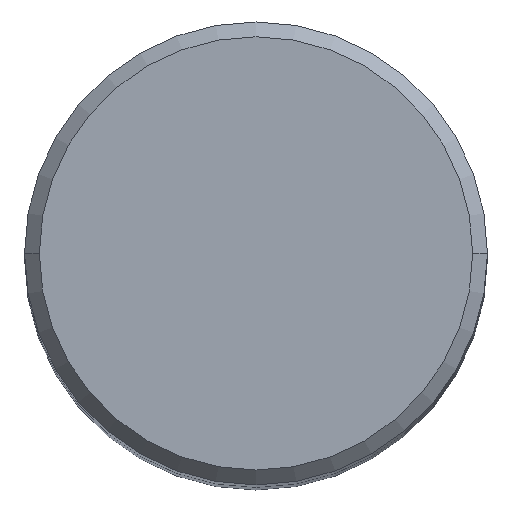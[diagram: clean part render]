
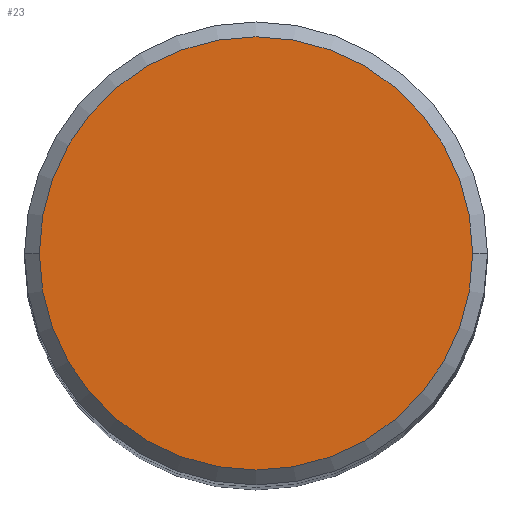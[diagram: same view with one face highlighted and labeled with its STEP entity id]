
A CAD part, top view. The second image highlights one B-rep face of the part: STEP entity #23.
In plain terms, the highlighted planar face has unit normal (0, 0, 1).
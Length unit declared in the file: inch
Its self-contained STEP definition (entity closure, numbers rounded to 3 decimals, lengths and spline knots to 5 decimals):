
#19 = DIRECTION ( 'NONE',  ( 0., 0., 1. ) ) ;
#23 = ADVANCED_FACE ( 'NONE', ( #159 ), #315, .F. ) ;
#28 = ORIENTED_EDGE ( 'NONE', *, *, #291, .T. ) ;
#46 = EDGE_LOOP ( 'NONE', ( #113, #28 ) ) ;
#89 = DIRECTION ( 'NONE',  ( 1., 0., 0. ) ) ;
#113 = ORIENTED_EDGE ( 'NONE', *, *, #337, .T. ) ;
#119 = DIRECTION ( 'NONE',  ( 0., 0., -1. ) ) ;
#157 = DIRECTION ( 'NONE',  ( 0., 0., 1. ) ) ;
#159 = FACE_OUTER_BOUND ( 'NONE', #46, .T. ) ;
#161 = VERTEX_POINT ( 'NONE', #454 ) ;
#249 = CIRCLE ( 'NONE', #294, 0.2925 ) ;
#291 = EDGE_CURVE ( 'NONE', #161, #461, #388, .T. ) ;
#292 = AXIS2_PLACEMENT_3D ( 'NONE', #462, #119, #402 ) ;
#294 = AXIS2_PLACEMENT_3D ( 'NONE', #431, #19, #89 ) ;
#315 = PLANE ( 'NONE',  #292 ) ;
#337 = EDGE_CURVE ( 'NONE', #461, #161, #249, .T. ) ;
#359 = DIRECTION ( 'NONE',  ( 1., 0., 0. ) ) ;
#360 = CARTESIAN_POINT ( 'NONE',  ( -0.2925, 0., 0. ) ) ;
#388 = CIRCLE ( 'NONE', #405, 0.2925 ) ;
#391 = CARTESIAN_POINT ( 'NONE',  ( 0., 0., 0. ) ) ;
#402 = DIRECTION ( 'NONE',  ( -1., 0., 0. ) ) ;
#405 = AXIS2_PLACEMENT_3D ( 'NONE', #391, #157, #359 ) ;
#431 = CARTESIAN_POINT ( 'NONE',  ( 0., 0., 0. ) ) ;
#454 = CARTESIAN_POINT ( 'NONE',  ( 0.2925, 0., 0. ) ) ;
#461 = VERTEX_POINT ( 'NONE', #360 ) ;
#462 = CARTESIAN_POINT ( 'NONE',  ( 0., 0.2925, 0. ) ) ;
